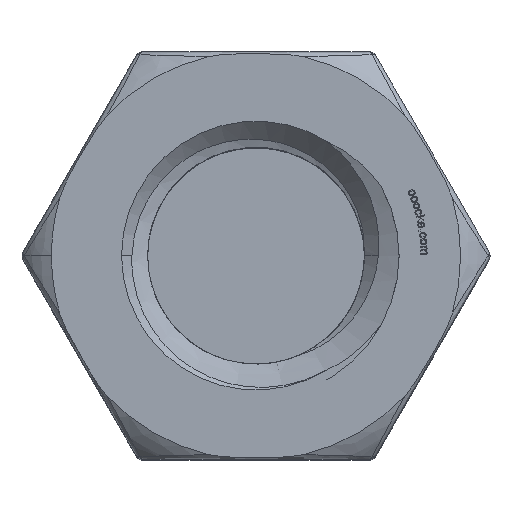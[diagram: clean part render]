
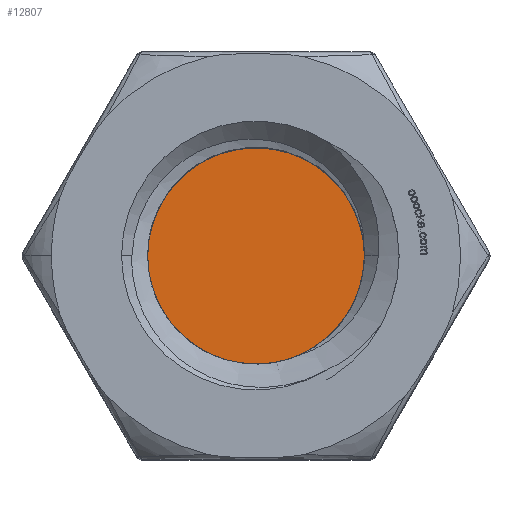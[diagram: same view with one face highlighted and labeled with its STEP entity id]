
A CAD part, top view. The second image highlights one B-rep face of the part: STEP entity #12807.
In plain terms, the highlighted planar face has unit normal (0, 0, 1).
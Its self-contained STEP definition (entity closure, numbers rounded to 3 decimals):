
#1401 = ORIENTED_EDGE ( 'NONE', *, *, #22440, .T. ) ;
#1429 = EDGE_CURVE ( 'NONE', #21059, #21100, #6574, .T. ) ;
#1961 = CIRCLE ( 'NONE', #23392, 1.25 ) ;
#3759 = CARTESIAN_POINT ( 'NONE',  ( 0., 0., 1.05 ) ) ;
#5637 = DIRECTION ( 'NONE',  ( 1., 0., 0. ) ) ;
#6574 = CIRCLE ( 'NONE', #20014, 1.25 ) ;
#9593 = CARTESIAN_POINT ( 'NONE',  ( 0., 0., 1.05 ) ) ;
#9720 = DIRECTION ( 'NONE',  ( 0., 0., 1. ) ) ;
#11306 = ORIENTED_EDGE ( 'NONE', *, *, #1429, .T. ) ;
#11510 = DIRECTION ( 'NONE',  ( 1., 0., 0. ) ) ;
#12807 = ADVANCED_FACE ( 'NONE', ( #20413 ), #22700, .T. ) ;
#13446 = CARTESIAN_POINT ( 'NONE',  ( -1.25, 0., 1.05 ) ) ;
#16787 = DIRECTION ( 'NONE',  ( 0., 0., 1. ) ) ;
#18280 = EDGE_LOOP ( 'NONE', ( #11306, #1401 ) ) ;
#18836 = AXIS2_PLACEMENT_3D ( 'NONE', #20896, #9720, #22778 ) ;
#20014 = AXIS2_PLACEMENT_3D ( 'NONE', #3759, #16787, #5637 ) ;
#20413 = FACE_OUTER_BOUND ( 'NONE', #18280, .T. ) ;
#20896 = CARTESIAN_POINT ( 'NONE',  ( 0., 0., 1.05 ) ) ;
#21059 = VERTEX_POINT ( 'NONE', #22629 ) ;
#21100 = VERTEX_POINT ( 'NONE', #13446 ) ;
#22440 = EDGE_CURVE ( 'NONE', #21100, #21059, #1961, .T. ) ;
#22629 = CARTESIAN_POINT ( 'NONE',  ( 1.25, 0., 1.05 ) ) ;
#22665 = DIRECTION ( 'NONE',  ( 0., 0., 1. ) ) ;
#22700 = PLANE ( 'NONE',  #18836 ) ;
#22778 = DIRECTION ( 'NONE',  ( 1., 0., 0. ) ) ;
#23392 = AXIS2_PLACEMENT_3D ( 'NONE', #9593, #22665, #11510 ) ;
